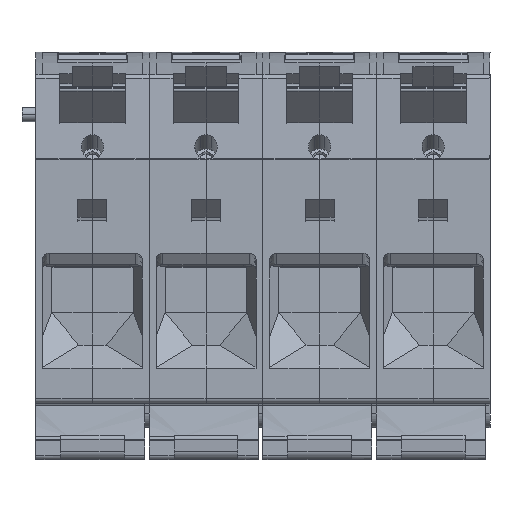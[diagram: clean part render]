
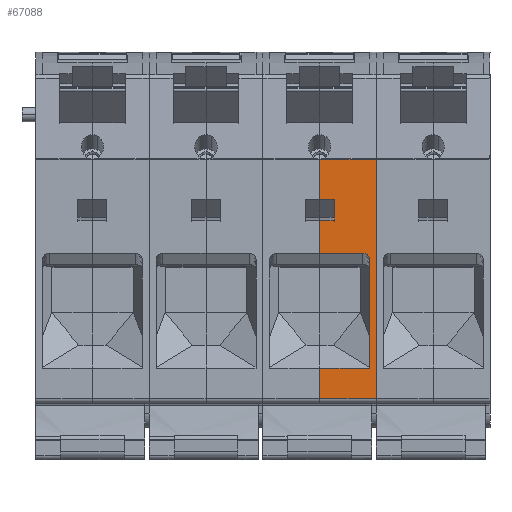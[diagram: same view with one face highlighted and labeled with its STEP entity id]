
A CAD part, front view. The second image highlights one B-rep face of the part: STEP entity #67088.
In plain terms, the highlighted planar face has unit normal (0, -1, 0).
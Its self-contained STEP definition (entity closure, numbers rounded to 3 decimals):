
#66981=AXIS2_PLACEMENT_3D('Plane Axis2P3D',#66978,#66979,#66980) ;
#67048=AXIS2_PLACEMENT_3D('Circle Axis2P3D',#67046,#67047,$) ;
#66951=CARTESIAN_POINT('Vertex',(65.5,1.529,66.14)) ;
#66955=CARTESIAN_POINT('Control Point',(65.5,1.529,66.14)) ;
#66956=CARTESIAN_POINT('Control Point',(65.569,1.529,66.14)) ;
#66957=CARTESIAN_POINT('Control Point',(65.638,1.529,66.143)) ;
#66958=CARTESIAN_POINT('Control Point',(65.707,1.529,66.15)) ;
#66959=CARTESIAN_POINT('Vertex',(65.707,1.529,66.15)) ;
#66978=CARTESIAN_POINT('Axis2P3D Location',(53.,1.529,66.15)) ;
#66983=CARTESIAN_POINT('Line Origine',(71.75,1.529,13.45)) ;
#66987=CARTESIAN_POINT('Vertex',(65.5,1.529,13.45)) ;
#66989=CARTESIAN_POINT('Vertex',(78.,1.529,13.45)) ;
#66992=CARTESIAN_POINT('Line Origine',(78.,1.529,39.8)) ;
#66996=CARTESIAN_POINT('Vertex',(78.,1.529,66.15)) ;
#66999=CARTESIAN_POINT('Line Origine',(71.854,1.529,66.15)) ;
#67004=CARTESIAN_POINT('Line Origine',(65.5,1.529,61.701)) ;
#67008=CARTESIAN_POINT('Vertex',(65.5,1.529,57.263)) ;
#67011=CARTESIAN_POINT('Line Origine',(67.1,1.529,57.263)) ;
#67015=CARTESIAN_POINT('Vertex',(68.7,1.529,57.263)) ;
#67018=CARTESIAN_POINT('Line Origine',(68.7,1.529,55.)) ;
#67022=CARTESIAN_POINT('Vertex',(68.7,1.529,52.737)) ;
#67025=CARTESIAN_POINT('Line Origine',(67.1,1.529,52.737)) ;
#67029=CARTESIAN_POINT('Vertex',(65.5,1.529,52.737)) ;
#67032=CARTESIAN_POINT('Line Origine',(65.5,1.529,49.094)) ;
#67036=CARTESIAN_POINT('Vertex',(65.5,1.529,45.45)) ;
#67039=CARTESIAN_POINT('Line Origine',(70.25,1.529,45.45)) ;
#67043=CARTESIAN_POINT('Vertex',(75.,1.529,45.45)) ;
#67046=CARTESIAN_POINT('Axis2P3D Location',(75.,1.529,43.95)) ;
#67050=CARTESIAN_POINT('Vertex',(76.5,1.529,43.95)) ;
#67053=CARTESIAN_POINT('Line Origine',(76.5,1.529,32.05)) ;
#67057=CARTESIAN_POINT('Vertex',(76.5,1.529,20.15)) ;
#67060=CARTESIAN_POINT('Line Origine',(71.,1.529,20.15)) ;
#67064=CARTESIAN_POINT('Vertex',(65.5,1.529,20.15)) ;
#67067=CARTESIAN_POINT('Line Origine',(65.5,1.529,16.8)) ;
#66979=DIRECTION('Axis2P3D Direction',(0.,-1.,0.)) ;
#66980=DIRECTION('Axis2P3D XDirection',(0.,0.,-1.)) ;
#66984=DIRECTION('Vector Direction',(1.,0.,0.)) ;
#66993=DIRECTION('Vector Direction',(0.,0.,-1.)) ;
#67000=DIRECTION('Vector Direction',(1.,0.,0.)) ;
#67005=DIRECTION('Vector Direction',(0.,0.,-1.)) ;
#67012=DIRECTION('Vector Direction',(-1.,0.,0.)) ;
#67019=DIRECTION('Vector Direction',(0.,0.,1.)) ;
#67026=DIRECTION('Vector Direction',(-1.,0.,0.)) ;
#67033=DIRECTION('Vector Direction',(0.,0.,-1.)) ;
#67040=DIRECTION('Vector Direction',(-1.,0.,0.)) ;
#67047=DIRECTION('Axis2P3D Direction',(0.,-1.,0.)) ;
#67054=DIRECTION('Vector Direction',(0.,0.,-1.)) ;
#67061=DIRECTION('Vector Direction',(-1.,0.,0.)) ;
#67068=DIRECTION('Vector Direction',(0.,0.,-1.)) ;
#66985=VECTOR('Line Direction',#66984,1.) ;
#66994=VECTOR('Line Direction',#66993,1.) ;
#67001=VECTOR('Line Direction',#67000,1.) ;
#67006=VECTOR('Line Direction',#67005,1.) ;
#67013=VECTOR('Line Direction',#67012,1.) ;
#67020=VECTOR('Line Direction',#67019,1.) ;
#67027=VECTOR('Line Direction',#67026,1.) ;
#67034=VECTOR('Line Direction',#67033,1.) ;
#67041=VECTOR('Line Direction',#67040,1.) ;
#67055=VECTOR('Line Direction',#67054,1.) ;
#67062=VECTOR('Line Direction',#67061,1.) ;
#67069=VECTOR('Line Direction',#67068,1.) ;
#67073=ORIENTED_EDGE('',*,*,#66991,.T.) ;
#67074=ORIENTED_EDGE('',*,*,#66998,.F.) ;
#67075=ORIENTED_EDGE('',*,*,#67003,.F.) ;
#67076=ORIENTED_EDGE('',*,*,#66961,.F.) ;
#67077=ORIENTED_EDGE('',*,*,#67010,.T.) ;
#67078=ORIENTED_EDGE('',*,*,#67017,.F.) ;
#67079=ORIENTED_EDGE('',*,*,#67024,.F.) ;
#67080=ORIENTED_EDGE('',*,*,#67031,.T.) ;
#67081=ORIENTED_EDGE('',*,*,#67038,.T.) ;
#67082=ORIENTED_EDGE('',*,*,#67045,.F.) ;
#67083=ORIENTED_EDGE('',*,*,#67052,.T.) ;
#67084=ORIENTED_EDGE('',*,*,#67059,.T.) ;
#67085=ORIENTED_EDGE('',*,*,#67066,.T.) ;
#67086=ORIENTED_EDGE('',*,*,#67071,.T.) ;
#67088=ADVANCED_FACE('MLD',(#67087),#66982,.T.) ;
#66954=B_SPLINE_CURVE_WITH_KNOTS('',3,(#66955,#66956,#66957,#66958),.UNSPECIFIED.,.F.,.U.,(4,4),(0.,0.294),.UNSPECIFIED.) ;
#67049=CIRCLE('generated circle',#67048,1.5) ;
#66961=EDGE_CURVE('',#66952,#66960,#66954,.T.) ;
#66991=EDGE_CURVE('',#66988,#66990,#66986,.T.) ;
#66998=EDGE_CURVE('',#66997,#66990,#66995,.T.) ;
#67003=EDGE_CURVE('',#66960,#66997,#67002,.T.) ;
#67010=EDGE_CURVE('',#66952,#67009,#67007,.T.) ;
#67017=EDGE_CURVE('',#67016,#67009,#67014,.T.) ;
#67024=EDGE_CURVE('',#67023,#67016,#67021,.T.) ;
#67031=EDGE_CURVE('',#67023,#67030,#67028,.T.) ;
#67038=EDGE_CURVE('',#67030,#67037,#67035,.T.) ;
#67045=EDGE_CURVE('',#67044,#67037,#67042,.T.) ;
#67052=EDGE_CURVE('',#67044,#67051,#67049,.F.) ;
#67059=EDGE_CURVE('',#67051,#67058,#67056,.T.) ;
#67066=EDGE_CURVE('',#67058,#67065,#67063,.T.) ;
#67071=EDGE_CURVE('',#67065,#66988,#67070,.T.) ;
#67072=EDGE_LOOP('',(#67073,#67074,#67075,#67076,#67077,#67078,#67079,#67080,#67081,#67082,#67083,#67084,#67085,#67086)) ;
#67087=FACE_OUTER_BOUND('',#67072,.T.) ;
#66986=LINE('Line',#66983,#66985) ;
#66995=LINE('Line',#66992,#66994) ;
#67002=LINE('Line',#66999,#67001) ;
#67007=LINE('Line',#67004,#67006) ;
#67014=LINE('Line',#67011,#67013) ;
#67021=LINE('Line',#67018,#67020) ;
#67028=LINE('Line',#67025,#67027) ;
#67035=LINE('Line',#67032,#67034) ;
#67042=LINE('Line',#67039,#67041) ;
#67056=LINE('Line',#67053,#67055) ;
#67063=LINE('Line',#67060,#67062) ;
#67070=LINE('Line',#67067,#67069) ;
#66982=PLANE('',#66981) ;
#66952=VERTEX_POINT('',#66951) ;
#66960=VERTEX_POINT('',#66959) ;
#66988=VERTEX_POINT('',#66987) ;
#66990=VERTEX_POINT('',#66989) ;
#66997=VERTEX_POINT('',#66996) ;
#67009=VERTEX_POINT('',#67008) ;
#67016=VERTEX_POINT('',#67015) ;
#67023=VERTEX_POINT('',#67022) ;
#67030=VERTEX_POINT('',#67029) ;
#67037=VERTEX_POINT('',#67036) ;
#67044=VERTEX_POINT('',#67043) ;
#67051=VERTEX_POINT('',#67050) ;
#67058=VERTEX_POINT('',#67057) ;
#67065=VERTEX_POINT('',#67064) ;
